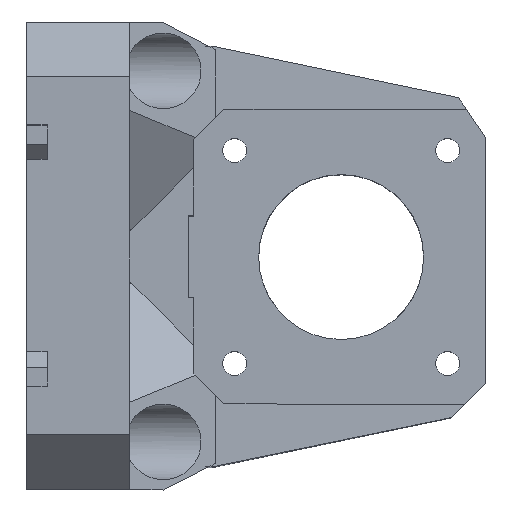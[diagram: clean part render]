
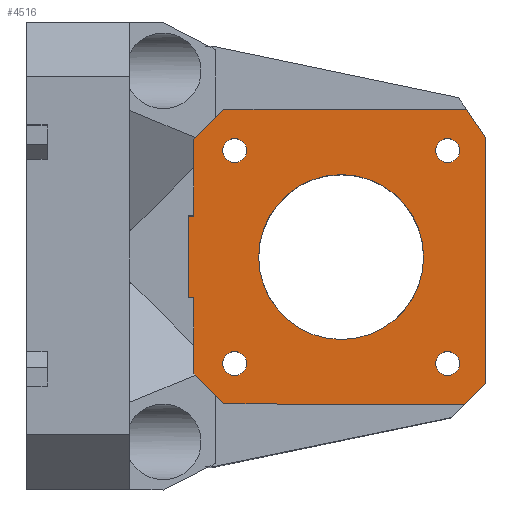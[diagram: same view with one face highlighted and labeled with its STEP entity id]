
A CAD part, top view. The second image highlights one B-rep face of the part: STEP entity #4516.
In plain terms, the highlighted planar face has unit normal (0, 0, 1).
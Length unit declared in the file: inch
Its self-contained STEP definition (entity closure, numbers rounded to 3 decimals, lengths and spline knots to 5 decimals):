
#122=FACE_BOUND('',#696,.T.);
#123=FACE_BOUND('',#697,.T.);
#124=FACE_BOUND('',#698,.T.);
#125=FACE_BOUND('',#699,.T.);
#126=FACE_BOUND('',#700,.T.);
#225=CIRCLE('',#4852,0.0689);
#226=CIRCLE('',#4853,0.0689);
#227=CIRCLE('',#4854,0.0689);
#228=CIRCLE('',#4855,0.0689);
#229=CIRCLE('',#4856,0.47244);
#447=FACE_OUTER_BOUND('',#695,.T.);
#695=EDGE_LOOP('',(#3860,#3861,#3862,#3863,#3864,#3865,#3866,#3867,#3868,
#3869,#3870,#3871));
#696=EDGE_LOOP('',(#3872));
#697=EDGE_LOOP('',(#3873));
#698=EDGE_LOOP('',(#3874));
#699=EDGE_LOOP('',(#3875));
#700=EDGE_LOOP('',(#3876));
#1072=LINE('',#6931,#1574);
#1079=LINE('',#6945,#1581);
#1083=LINE('',#6953,#1585);
#1086=LINE('',#6959,#1588);
#1089=LINE('',#6965,#1591);
#1092=LINE('',#6971,#1594);
#1096=LINE('',#6979,#1598);
#1102=LINE('',#6991,#1604);
#1124=LINE('',#7034,#1626);
#1217=LINE('',#7282,#1719);
#1218=LINE('',#7284,#1720);
#1219=LINE('',#7285,#1721);
#1574=VECTOR('',#5552,0.3937);
#1581=VECTOR('',#5561,0.3937);
#1585=VECTOR('',#5567,0.3937);
#1588=VECTOR('',#5572,0.3937);
#1591=VECTOR('',#5577,0.3937);
#1594=VECTOR('',#5582,0.3937);
#1598=VECTOR('',#5588,0.3937);
#1604=VECTOR('',#5596,0.3937);
#1626=VECTOR('',#5630,0.3937);
#1719=VECTOR('',#5917,0.3937);
#1720=VECTOR('',#5918,0.3937);
#1721=VECTOR('',#5919,0.3937);
#2053=VERTEX_POINT('',#6929);
#2054=VERTEX_POINT('',#6930);
#2060=VERTEX_POINT('',#6944);
#2063=VERTEX_POINT('',#6952);
#2065=VERTEX_POINT('',#6958);
#2067=VERTEX_POINT('',#6964);
#2069=VERTEX_POINT('',#6970);
#2072=VERTEX_POINT('',#6978);
#2077=VERTEX_POINT('',#6990);
#2092=VERTEX_POINT('',#7033);
#2150=VERTEX_POINT('',#7281);
#2151=VERTEX_POINT('',#7283);
#2152=VERTEX_POINT('',#7286);
#2153=VERTEX_POINT('',#7288);
#2154=VERTEX_POINT('',#7290);
#2155=VERTEX_POINT('',#7292);
#2156=VERTEX_POINT('',#7294);
#2569=EDGE_CURVE('',#2053,#2054,#1072,.T.);
#2576=EDGE_CURVE('',#2060,#2053,#1079,.T.);
#2580=EDGE_CURVE('',#2063,#2060,#1083,.T.);
#2583=EDGE_CURVE('',#2065,#2063,#1086,.T.);
#2586=EDGE_CURVE('',#2067,#2065,#1089,.T.);
#2589=EDGE_CURVE('',#2069,#2067,#1092,.T.);
#2593=EDGE_CURVE('',#2072,#2069,#1096,.T.);
#2599=EDGE_CURVE('',#2077,#2072,#1102,.T.);
#2621=EDGE_CURVE('',#2054,#2092,#1124,.T.);
#2747=EDGE_CURVE('',#2092,#2150,#1217,.T.);
#2748=EDGE_CURVE('',#2150,#2151,#1218,.T.);
#2749=EDGE_CURVE('',#2151,#2077,#1219,.T.);
#2750=EDGE_CURVE('',#2152,#2152,#225,.T.);
#2751=EDGE_CURVE('',#2153,#2153,#226,.T.);
#2752=EDGE_CURVE('',#2154,#2154,#227,.T.);
#2753=EDGE_CURVE('',#2155,#2155,#228,.T.);
#2754=EDGE_CURVE('',#2156,#2156,#229,.T.);
#3860=ORIENTED_EDGE('',*,*,#2599,.T.);
#3861=ORIENTED_EDGE('',*,*,#2593,.T.);
#3862=ORIENTED_EDGE('',*,*,#2589,.T.);
#3863=ORIENTED_EDGE('',*,*,#2586,.T.);
#3864=ORIENTED_EDGE('',*,*,#2583,.T.);
#3865=ORIENTED_EDGE('',*,*,#2580,.T.);
#3866=ORIENTED_EDGE('',*,*,#2576,.T.);
#3867=ORIENTED_EDGE('',*,*,#2569,.T.);
#3868=ORIENTED_EDGE('',*,*,#2621,.T.);
#3869=ORIENTED_EDGE('',*,*,#2747,.T.);
#3870=ORIENTED_EDGE('',*,*,#2748,.T.);
#3871=ORIENTED_EDGE('',*,*,#2749,.T.);
#3872=ORIENTED_EDGE('',*,*,#2750,.F.);
#3873=ORIENTED_EDGE('',*,*,#2751,.F.);
#3874=ORIENTED_EDGE('',*,*,#2752,.F.);
#3875=ORIENTED_EDGE('',*,*,#2753,.F.);
#3876=ORIENTED_EDGE('',*,*,#2754,.F.);
#4325=PLANE('',#4851);
#4516=ADVANCED_FACE('',(#447,#122,#123,#124,#125,#126),#4325,.T.);
#4851=AXIS2_PLACEMENT_3D('',#7280,#5915,#5916);
#4852=AXIS2_PLACEMENT_3D('',#7287,#5920,#5921);
#4853=AXIS2_PLACEMENT_3D('',#7289,#5922,#5923);
#4854=AXIS2_PLACEMENT_3D('',#7291,#5924,#5925);
#4855=AXIS2_PLACEMENT_3D('',#7293,#5926,#5927);
#4856=AXIS2_PLACEMENT_3D('',#7295,#5928,#5929);
#5552=DIRECTION('',(0.707,-0.707,0.));
#5561=DIRECTION('',(0.,-1.,0.));
#5567=DIRECTION('',(1.,0.,0.));
#5572=DIRECTION('',(0.,-1.,0.));
#5577=DIRECTION('',(-1.,0.,0.));
#5582=DIRECTION('',(0.,-1.,0.));
#5588=DIRECTION('',(-0.707,-0.707,0.));
#5596=DIRECTION('',(-1.,0.,0.));
#5630=DIRECTION('',(1.,0.,0.));
#5915=DIRECTION('center_axis',(0.,0.,
1.));
#5916=DIRECTION('ref_axis',(0.,1.,0.));
#5917=DIRECTION('',(0.698,0.716,0.));
#5918=DIRECTION('',(0.,1.,0.));
#5919=DIRECTION('',(-0.559,0.829,0.));
#5920=DIRECTION('center_axis',(0.,0.,
1.));
#5921=DIRECTION('ref_axis',(1.,0.,0.));
#5922=DIRECTION('center_axis',(0.,0.,
1.));
#5923=DIRECTION('ref_axis',(1.,0.,0.));
#5924=DIRECTION('center_axis',(0.,0.,
1.));
#5925=DIRECTION('ref_axis',(1.,0.,0.));
#5926=DIRECTION('center_axis',(0.,0.,
1.));
#5927=DIRECTION('ref_axis',(1.,0.,0.));
#5928=DIRECTION('center_axis',(0.,0.,
1.));
#5929=DIRECTION('ref_axis',(1.,0.,0.));
#6929=CARTESIAN_POINT('',(0.95824,4.6106,-7.67252));
#6930=CARTESIAN_POINT('',(1.13103,4.43781,-7.67252));
#6931=CARTESIAN_POINT('',(0.88089,4.68795,-7.67252));
#6944=CARTESIAN_POINT('',(0.95824,5.04746,-7.67252));
#6945=CARTESIAN_POINT('',(0.95824,5.16995,-7.67252));
#6952=CARTESIAN_POINT('',(0.92824,5.04746,-7.67252));
#6953=CARTESIAN_POINT('',(1.12653,5.04746,-7.67252));
#6958=CARTESIAN_POINT('',(0.92824,5.51746,-7.67252));
#6959=CARTESIAN_POINT('',(0.92824,5.39495,-7.67252));
#6964=CARTESIAN_POINT('',(0.95824,5.51746,-7.67252));
#6965=CARTESIAN_POINT('',(1.14153,5.51746,-7.67252));
#6970=CARTESIAN_POINT('',(0.95824,5.95432,-7.67252));
#6971=CARTESIAN_POINT('',(0.95824,5.61631,-7.67252));
#6978=CARTESIAN_POINT('',(1.13103,6.1271,-7.67252));
#6979=CARTESIAN_POINT('',(0.96435,5.96042,-7.67252));
#6990=CARTESIAN_POINT('',(2.52119,6.1271,-7.67252));
#6991=CARTESIAN_POINT('',(1.89271,6.1271,-7.67252));
#7033=CARTESIAN_POINT('',(2.51099,4.43781,-7.67252));
#7034=CARTESIAN_POINT('',(1.22499,4.43781,-7.67252));
#7280=CARTESIAN_POINT('Origin',(1.31482,5.28245,-7.67252));
#7281=CARTESIAN_POINT('',(2.62964,4.55939,-7.67252));
#7282=CARTESIAN_POINT('',(2.44146,4.36657,-7.67252));
#7283=CARTESIAN_POINT('',(2.62964,5.96614,-7.67252));
#7284=CARTESIAN_POINT('',(2.62964,4.40191,-7.67252));
#7285=CARTESIAN_POINT('',(2.54425,6.09288,-7.67252));
#7286=CARTESIAN_POINT('',(1.12373,5.89269,-7.67252));
#7287=CARTESIAN_POINT('Origin',(1.19263,5.89269,-7.67252));
#7288=CARTESIAN_POINT('',(1.12373,4.67221,-7.67252));
#7289=CARTESIAN_POINT('Origin',(1.19263,4.67221,-7.67252));
#7290=CARTESIAN_POINT('',(2.3442,4.67221,-7.67252));
#7291=CARTESIAN_POINT('Origin',(2.4131,4.67221,-7.67252));
#7292=CARTESIAN_POINT('',(2.3442,5.89269,-7.67252));
#7293=CARTESIAN_POINT('Origin',(2.4131,5.89269,-7.67252));
#7294=CARTESIAN_POINT('',(1.33042,5.28245,-7.67252));
#7295=CARTESIAN_POINT('Origin',(1.80287,5.28245,-7.67252));
